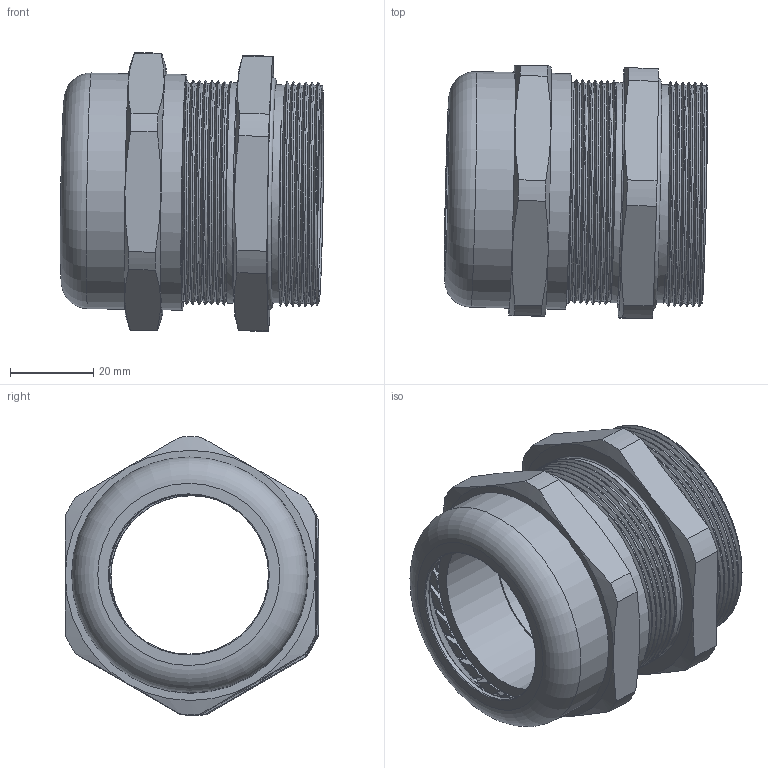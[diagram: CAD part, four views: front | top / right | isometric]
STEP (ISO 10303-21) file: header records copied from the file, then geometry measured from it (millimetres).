
FILE_DESCRIPTION(/* description */ ('Euro-Top PG 42 Edelstahl, KB:30-38 mm'),/* implementation_level */ '2;1');
FILE_NAME(/* name */ '90080442-RST.stp',/* time_stamp */ '2025-02-11T08:20:58+01:00',/* author */ ('sl'),/* organization */ (''),/* preprocessor_version */ 'ST-DEVELOPER v16.5',/* originating_system */ 'Autodesk Inventor 2017',/* authorisation */ '');
FILE_SCHEMA (('CONFIG_CONTROL_DESIGN'));
Length unit declared in the file: millimetre
Products named in the file (6): 90080442; 90080442_1; 90080442_2; 90080442_3; 90080442_4; 90080442_5
Assembly tree (5 placements, depth 2):
  90080442
    90080442_1
    90080442_2
    90080442_3
    90080442_4
    90080442_5
Bounding box: 63.16 x 60.78 x 66.8 mm (x, y, z)
Volume: 53875.1 mm3; surface area: 49313 mm2
Topology: 5 solids, 5 shells, 562 faces, 1380 edges, 832 vertices
Faces by surface type: cylinder 215, plane 144, torus 77, bspline 56, cone 46, sphere 24
Full cylindrical faces by diameter (mm): 38.24 x1, 38.6 x1, 39.35 x1, 45 x1, 45.09 x1, 45.4 x1, 48.75 x1, 49.09 x1, 49.672 x1, 52.08 x2, 52.278 x6, 52.42 x13, 52.85 x1, 56.53 x2
Entity records: 23214 total; most frequent: CARTESIAN_POINT 10509, DIRECTION 2772, ORIENTED_EDGE 2576, EDGE_CURVE 1288, AXIS2_PLACEMENT_3D 1152, VERTEX_POINT 787, CIRCLE 654, EDGE_LOOP 585
